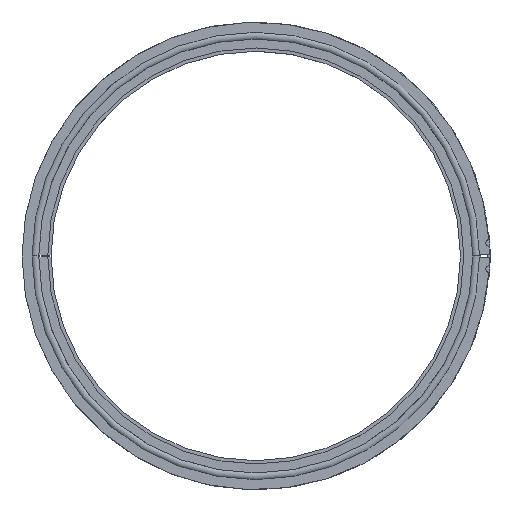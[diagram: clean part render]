
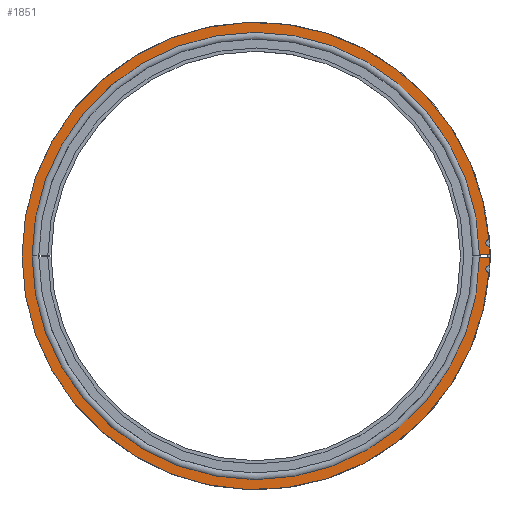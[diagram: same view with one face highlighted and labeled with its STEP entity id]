
A CAD part, top view. The second image highlights one B-rep face of the part: STEP entity #1851.
In plain terms, the highlighted planar face has unit normal (0, 0, 1).
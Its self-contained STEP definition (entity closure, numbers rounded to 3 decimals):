
#14 = CARTESIAN_POINT ( 'NONE',  ( 178.42, -10., 2.7 ) ) ;
#19 = CIRCLE ( 'NONE', #2558, 178.7 ) ;
#49 = AXIS2_PLACEMENT_3D ( 'NONE', #1886, #570, #2110 ) ;
#73 = ORIENTED_EDGE ( 'NONE', *, *, #655, .T. ) ;
#99 = DIRECTION ( 'NONE',  ( 1., 0., 0. ) ) ;
#109 = DIRECTION ( 'NONE',  ( 0., 0., 1. ) ) ;
#110 = CARTESIAN_POINT ( 'NONE',  ( 170.987, -1., 2.7 ) ) ;
#126 = VERTEX_POINT ( 'NONE', #110 ) ;
#167 = FACE_OUTER_BOUND ( 'NONE', #1437, .T. ) ;
#218 = DIRECTION ( 'NONE',  ( 1., 0., 0. ) ) ;
#239 = CIRCLE ( 'NONE', #2065, 178.7 ) ;
#249 = DIRECTION ( 'NONE',  ( 0., 0., 1. ) ) ;
#290 = CARTESIAN_POINT ( 'NONE',  ( 178.697, 1., 2.7 ) ) ;
#293 = AXIS2_PLACEMENT_3D ( 'NONE', #756, #533, #99 ) ;
#349 = ORIENTED_EDGE ( 'NONE', *, *, #2157, .F. ) ;
#420 = VERTEX_POINT ( 'NONE', #290 ) ;
#431 = ORIENTED_EDGE ( 'NONE', *, *, #1057, .T. ) ;
#433 = CARTESIAN_POINT ( 'NONE',  ( 170.987, 1., 2.7 ) ) ;
#459 = AXIS2_PLACEMENT_3D ( 'NONE', #1413, #109, #1631 ) ;
#467 = ORIENTED_EDGE ( 'NONE', *, *, #2321, .F. ) ;
#488 = ORIENTED_EDGE ( 'NONE', *, *, #498, .F. ) ;
#498 = EDGE_CURVE ( 'NONE', #1502, #126, #2125, .T. ) ;
#525 = VERTEX_POINT ( 'NONE', #1620 ) ;
#533 = DIRECTION ( 'NONE',  ( 0., 0., 1. ) ) ;
#553 = CARTESIAN_POINT ( 'NONE',  ( 170.887, -1., 2.7 ) ) ;
#570 = DIRECTION ( 'NONE',  ( 0., 0., 1. ) ) ;
#655 = EDGE_CURVE ( 'NONE', #420, #2162, #239, .T. ) ;
#703 = AXIS2_PLACEMENT_3D ( 'NONE', #14, #1522, #218 ) ;
#756 = CARTESIAN_POINT ( 'NONE',  ( 0., 0., 2.7 ) ) ;
#832 = EDGE_CURVE ( 'NONE', #420, #1502, #1117, .T. ) ;
#846 = CARTESIAN_POINT ( 'NONE',  ( 178.542, -7.503, 2.7 ) ) ;
#970 = EDGE_CURVE ( 'NONE', #2554, #1503, #2149, .T. ) ;
#1057 = EDGE_CURVE ( 'NONE', #525, #1757, #19, .T. ) ;
#1117 = LINE ( 'NONE', #2016, #2250 ) ;
#1160 = PLANE ( 'NONE',  #1829 ) ;
#1170 = CARTESIAN_POINT ( 'NONE',  ( -178.7, 0., 2.7 ) ) ;
#1181 = ORIENTED_EDGE ( 'NONE', *, *, #832, .F. ) ;
#1262 = CARTESIAN_POINT ( 'NONE',  ( 0., 0., 2.7 ) ) ;
#1324 = VECTOR ( 'NONE', #2309, 1000. ) ;
#1381 = DIRECTION ( 'NONE',  ( -1., 0., 0. ) ) ;
#1387 = LINE ( 'NONE', #553, #1324 ) ;
#1413 = CARTESIAN_POINT ( 'NONE',  ( 178.42, 10., 2.7 ) ) ;
#1437 = EDGE_LOOP ( 'NONE', ( #431, #2728, #1675, #467, #488, #1181, #73, #349 ) ) ;
#1457 = EDGE_CURVE ( 'NONE', #2554, #1757, #1567, .T. ) ;
#1474 = DIRECTION ( 'NONE',  ( 1., 0., 0. ) ) ;
#1502 = VERTEX_POINT ( 'NONE', #433 ) ;
#1503 = VERTEX_POINT ( 'NONE', #1738 ) ;
#1522 = DIRECTION ( 'NONE',  ( 0., 0., 1. ) ) ;
#1552 = CARTESIAN_POINT ( 'NONE',  ( 0., 0., 2.7 ) ) ;
#1567 = CIRCLE ( 'NONE', #703, 2.5 ) ;
#1620 = CARTESIAN_POINT ( 'NONE',  ( 178.263, 12.495, 2.7 ) ) ;
#1631 = DIRECTION ( 'NONE',  ( 1., 0., 0. ) ) ;
#1675 = ORIENTED_EDGE ( 'NONE', *, *, #970, .T. ) ;
#1738 = CARTESIAN_POINT ( 'NONE',  ( 178.697, -1., 2.7 ) ) ;
#1757 = VERTEX_POINT ( 'NONE', #1994 ) ;
#1769 = DIRECTION ( 'NONE',  ( 1., 0., 0. ) ) ;
#1784 = CIRCLE ( 'NONE', #459, 2.5 ) ;
#1829 = AXIS2_PLACEMENT_3D ( 'NONE', #1170, #2675, #1381 ) ;
#1842 = CARTESIAN_POINT ( 'NONE',  ( 178.542, 7.503, 2.7 ) ) ;
#1851 = ADVANCED_FACE ( 'NONE', ( #167 ), #1160, .F. ) ;
#1886 = CARTESIAN_POINT ( 'NONE',  ( 0., 0., 2.7 ) ) ;
#1994 = CARTESIAN_POINT ( 'NONE',  ( 178.263, -12.495, 2.7 ) ) ;
#2016 = CARTESIAN_POINT ( 'NONE',  ( 170.887, 1., 2.7 ) ) ;
#2049 = DIRECTION ( 'NONE',  ( -1., 0., 0. ) ) ;
#2065 = AXIS2_PLACEMENT_3D ( 'NONE', #1262, #2777, #1474 ) ;
#2110 = DIRECTION ( 'NONE',  ( 1., 0., 0. ) ) ;
#2125 = CIRCLE ( 'NONE', #293, 170.99 ) ;
#2149 = CIRCLE ( 'NONE', #49, 178.7 ) ;
#2157 = EDGE_CURVE ( 'NONE', #525, #2162, #1784, .T. ) ;
#2162 = VERTEX_POINT ( 'NONE', #1842 ) ;
#2250 = VECTOR ( 'NONE', #2049, 1000. ) ;
#2309 = DIRECTION ( 'NONE',  ( 1., 0., 0. ) ) ;
#2321 = EDGE_CURVE ( 'NONE', #126, #1503, #1387, .T. ) ;
#2554 = VERTEX_POINT ( 'NONE', #846 ) ;
#2558 = AXIS2_PLACEMENT_3D ( 'NONE', #1552, #249, #1769 ) ;
#2675 = DIRECTION ( 'NONE',  ( 0., 0., -1. ) ) ;
#2728 = ORIENTED_EDGE ( 'NONE', *, *, #1457, .F. ) ;
#2777 = DIRECTION ( 'NONE',  ( 0., 0., 1. ) ) ;
